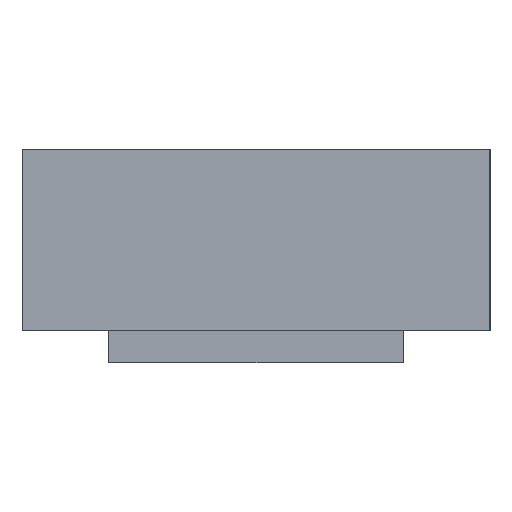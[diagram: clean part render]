
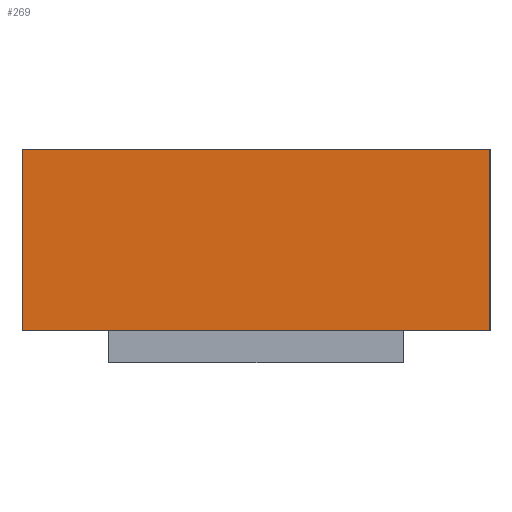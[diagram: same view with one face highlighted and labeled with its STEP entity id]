
A CAD part, left-side view. The second image highlights one B-rep face of the part: STEP entity #269.
In plain terms, the highlighted planar face has unit normal (-1, 0, 0).
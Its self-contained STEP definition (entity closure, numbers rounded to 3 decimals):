
#20=ORIENTED_EDGE('',*,*,#84,.T.);
#21=ORIENTED_EDGE('',*,*,#92,.F.);
#22=ORIENTED_EDGE('',*,*,#93,.F.);
#23=ORIENTED_EDGE('',*,*,#94,.T.);
#84=EDGE_CURVE('',#120,#121,#144,.T.);
#92=EDGE_CURVE('',#128,#121,#152,.T.);
#93=EDGE_CURVE('',#129,#128,#153,.T.);
#94=EDGE_CURVE('',#129,#120,#154,.T.);
#120=VERTEX_POINT('',#386);
#121=VERTEX_POINT('',#387);
#128=VERTEX_POINT('',#403);
#129=VERTEX_POINT('',#405);
#144=LINE('',#385,#180);
#152=LINE('',#402,#188);
#153=LINE('',#404,#189);
#154=LINE('',#406,#190);
#180=VECTOR('',#317,1000.);
#188=VECTOR('',#327,1000.);
#189=VECTOR('',#328,1000.);
#190=VECTOR('',#329,1000.);
#218=EDGE_LOOP('',(#20,#21,#22,#23));
#236=FACE_BOUND('',#218,.T.);
#253=PLANE('',#298);
#269=ADVANCED_FACE('',(#236),#253,.F.);
#298=AXIS2_PLACEMENT_3D('',#401,#325,#326);
#317=DIRECTION('',(0.,-1.,0.));
#325=DIRECTION('',(1.,0.,0.));
#326=DIRECTION('',(0.,0.,-1.));
#327=DIRECTION('',(0.,0.,-1.));
#328=DIRECTION('',(0.,-1.,0.));
#329=DIRECTION('',(0.,0.,-1.));
#385=CARTESIAN_POINT('',(-123.5,58.,0.));
#386=CARTESIAN_POINT('',(-123.5,58.,0.));
#387=CARTESIAN_POINT('',(-123.5,-58.,0.));
#401=CARTESIAN_POINT('',(-123.5,58.,45.));
#402=CARTESIAN_POINT('',(-123.5,-58.,45.));
#403=CARTESIAN_POINT('',(-123.5,-58.,45.));
#404=CARTESIAN_POINT('',(-123.5,58.,45.));
#405=CARTESIAN_POINT('',(-123.5,58.,45.));
#406=CARTESIAN_POINT('',(-123.5,58.,45.));
